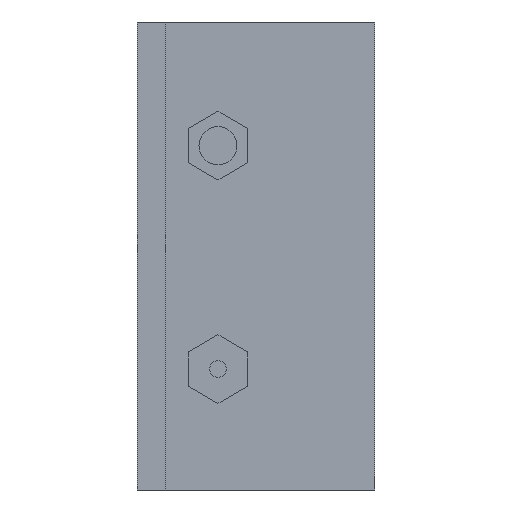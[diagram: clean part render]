
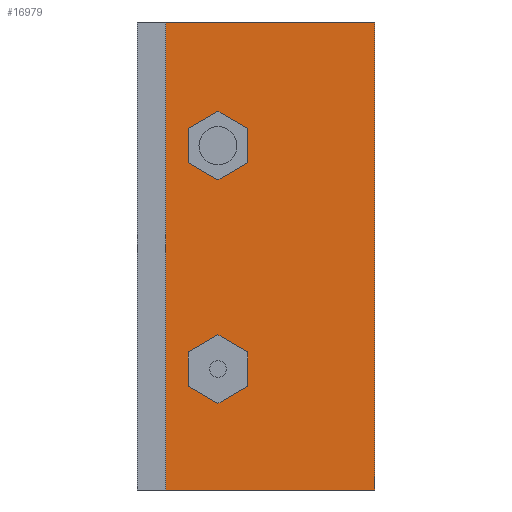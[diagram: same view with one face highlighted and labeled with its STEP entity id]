
A CAD part, left-side view. The second image highlights one B-rep face of the part: STEP entity #16979.
In plain terms, the highlighted planar face has unit normal (-1, 0, 0).
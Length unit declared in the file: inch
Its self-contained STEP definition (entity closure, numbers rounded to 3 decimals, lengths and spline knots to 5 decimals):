
#347 = VERTEX_POINT ( 'NONE', #37063 ) ;
#551 = EDGE_CURVE ( 'NONE', #36188, #3790, #6209, .T. ) ;
#965 = VECTOR ( 'NONE', #50245, 39.37008 ) ;
#1498 = CARTESIAN_POINT ( 'NONE',  ( -1.62402, -0.25, 0.49213 ) ) ;
#2351 = LINE ( 'NONE', #51160, #25969 ) ;
#2507 = LINE ( 'NONE', #35471, #37023 ) ;
#3088 = DIRECTION ( 'NONE',  ( 0., -1., 0. ) ) ;
#3233 = ORIENTED_EDGE ( 'NONE', *, *, #8462, .F. ) ;
#3332 = DIRECTION ( 'NONE',  ( 0., 0., 1. ) ) ;
#3782 = CARTESIAN_POINT ( 'NONE',  ( -1.62402, 0.0175, 0.19604 ) ) ;
#3790 = VERTEX_POINT ( 'NONE', #26220 ) ;
#3906 = DIRECTION ( 'NONE',  ( 0., -0.866, -0.5 ) ) ;
#4786 = LINE ( 'NONE', #21123, #41071 ) ;
#5186 = VECTOR ( 'NONE', #3332, 39.37008 ) ;
#5384 = VECTOR ( 'NONE', #24201, 39.37008 ) ;
#6209 = LINE ( 'NONE', #43219, #28900 ) ;
#6214 = ORIENTED_EDGE ( 'NONE', *, *, #35537, .F. ) ;
#6253 = CARTESIAN_POINT ( 'NONE',  ( -1.62402, 0.0175, 0.26821 ) ) ;
#6637 = ORIENTED_EDGE ( 'NONE', *, *, #15175, .F. ) ;
#7380 = CARTESIAN_POINT ( 'NONE',  ( -1.62402, 0.1425, -0.27396 ) ) ;
#7411 = VERTEX_POINT ( 'NONE', #51903 ) ;
#7829 = EDGE_CURVE ( 'NONE', #29278, #22473, #29255, .T. ) ;
#7859 = LINE ( 'NONE', #51882, #5384 ) ;
#8462 = EDGE_CURVE ( 'NONE', #22473, #50395, #42996, .T. ) ;
#9209 = ORIENTED_EDGE ( 'NONE', *, *, #52354, .F. ) ;
#9810 = LINE ( 'NONE', #41715, #47460 ) ;
#10234 = CARTESIAN_POINT ( 'NONE',  ( -1.62402, 0.1425, -0.20179 ) ) ;
#12406 = ORIENTED_EDGE ( 'NONE', *, *, #28012, .T. ) ;
#13432 = CARTESIAN_POINT ( 'NONE',  ( -1.62402, 0.0175, 0.19604 ) ) ;
#14352 = AXIS2_PLACEMENT_3D ( 'NONE', #51153, #42035, #29697 ) ;
#14645 = EDGE_CURVE ( 'NONE', #23126, #26166, #51081, .T. ) ;
#14867 = DIRECTION ( 'NONE',  ( 0., 0.866, -0.5 ) ) ;
#15066 = ORIENTED_EDGE ( 'NONE', *, *, #551, .F. ) ;
#15118 = LINE ( 'NONE', #31476, #18018 ) ;
#15175 = EDGE_CURVE ( 'NONE', #51384, #347, #31773, .T. ) ;
#15808 = VECTOR ( 'NONE', #22600, 39.37008 ) ;
#16979 = ADVANCED_FACE ( 'NONE', ( #50630, #43099, #50371 ), #46076, .F. ) ;
#17540 = EDGE_LOOP ( 'NONE', ( #3233, #29523, #19670, #15066, #6214, #26436 ) ) ;
#18018 = VECTOR ( 'NONE', #14867, 39.37008 ) ;
#18899 = CARTESIAN_POINT ( 'NONE',  ( -1.62402, 0.0175, 0.26821 ) ) ;
#19090 = DIRECTION ( 'NONE',  ( 0., -0.866, 0.5 ) ) ;
#19612 = VERTEX_POINT ( 'NONE', #10234 ) ;
#19670 = ORIENTED_EDGE ( 'NONE', *, *, #45166, .F. ) ;
#20122 = EDGE_LOOP ( 'NONE', ( #48493, #47863, #12406, #41745 ) ) ;
#20863 = CARTESIAN_POINT ( 'NONE',  ( -1.62402, 0.1425, 0.19604 ) ) ;
#21084 = EDGE_CURVE ( 'NONE', #19612, #51384, #4786, .T. ) ;
#21123 = CARTESIAN_POINT ( 'NONE',  ( -1.62402, 0.1425, -0.20179 ) ) ;
#21570 = DIRECTION ( 'NONE',  ( 0., 0., 1. ) ) ;
#21640 = CARTESIAN_POINT ( 'NONE',  ( -1.62402, -0.25, -0.49213 ) ) ;
#22039 = CARTESIAN_POINT ( 'NONE',  ( -1.62402, 0.08, -0.16571 ) ) ;
#22473 = VERTEX_POINT ( 'NONE', #18899 ) ;
#22522 = EDGE_CURVE ( 'NONE', #23126, #24433, #52428, .T. ) ;
#22600 = DIRECTION ( 'NONE',  ( 0., 0.866, 0.5 ) ) ;
#23090 = LINE ( 'NONE', #47011, #41426 ) ;
#23126 = VERTEX_POINT ( 'NONE', #32157 ) ;
#23692 = CARTESIAN_POINT ( 'NONE',  ( -1.62402, 0.25, -0.49213 ) ) ;
#23924 = CARTESIAN_POINT ( 'NONE',  ( -1.62402, 0.19, 0.49213 ) ) ;
#24201 = DIRECTION ( 'NONE',  ( 0., 0., -1. ) ) ;
#24433 = VERTEX_POINT ( 'NONE', #21640 ) ;
#25969 = VECTOR ( 'NONE', #27971, 39.37008 ) ;
#26166 = VERTEX_POINT ( 'NONE', #23924 ) ;
#26220 = CARTESIAN_POINT ( 'NONE',  ( -1.62402, 0.08, 0.15996 ) ) ;
#26436 = ORIENTED_EDGE ( 'NONE', *, *, #27980, .F. ) ;
#27403 = ORIENTED_EDGE ( 'NONE', *, *, #45592, .F. ) ;
#27971 = DIRECTION ( 'NONE',  ( 0., 0.866, 0.5 ) ) ;
#27980 = EDGE_CURVE ( 'NONE', #50395, #45837, #15118, .T. ) ;
#28012 = EDGE_CURVE ( 'NONE', #24433, #40178, #31224, .T. ) ;
#28900 = VECTOR ( 'NONE', #39440, 39.37008 ) ;
#29255 = LINE ( 'NONE', #13432, #50028 ) ;
#29278 = VERTEX_POINT ( 'NONE', #3782 ) ;
#29523 = ORIENTED_EDGE ( 'NONE', *, *, #7829, .F. ) ;
#29697 = DIRECTION ( 'NONE',  ( 0., 1., 0. ) ) ;
#30904 = EDGE_LOOP ( 'NONE', ( #9209, #41365, #38957, #27403, #6637, #49194 ) ) ;
#31156 = EDGE_CURVE ( 'NONE', #7411, #38833, #49975, .T. ) ;
#31224 = LINE ( 'NONE', #44097, #5186 ) ;
#31476 = CARTESIAN_POINT ( 'NONE',  ( -1.62402, 0.08, 0.30429 ) ) ;
#31773 = LINE ( 'NONE', #7380, #32206 ) ;
#32157 = CARTESIAN_POINT ( 'NONE',  ( -1.62402, 0.19, -0.49213 ) ) ;
#32206 = VECTOR ( 'NONE', #3906, 39.37008 ) ;
#33009 = CARTESIAN_POINT ( 'NONE',  ( -1.62402, 0.1425, 0.26821 ) ) ;
#33550 = DIRECTION ( 'NONE',  ( 0., 0., 1. ) ) ;
#33912 = CARTESIAN_POINT ( 'NONE',  ( -1.62402, 0.19, 0.49213 ) ) ;
#34121 = CARTESIAN_POINT ( 'NONE',  ( -1.62402, 0.0175, -0.27396 ) ) ;
#34945 = CARTESIAN_POINT ( 'NONE',  ( -1.62402, 0.1425, -0.27396 ) ) ;
#35471 = CARTESIAN_POINT ( 'NONE',  ( -1.62402, 0.25, 0.49213 ) ) ;
#35537 = EDGE_CURVE ( 'NONE', #45837, #36188, #7859, .T. ) ;
#35974 = VECTOR ( 'NONE', #3088, 39.37008 ) ;
#36188 = VERTEX_POINT ( 'NONE', #20863 ) ;
#36440 = EDGE_CURVE ( 'NONE', #38833, #51047, #2351, .T. ) ;
#37023 = VECTOR ( 'NONE', #51858, 39.37008 ) ;
#37063 = CARTESIAN_POINT ( 'NONE',  ( -1.62402, 0.08, -0.31004 ) ) ;
#37485 = DIRECTION ( 'NONE',  ( 0., 0., -1. ) ) ;
#38833 = VERTEX_POINT ( 'NONE', #40700 ) ;
#38957 = ORIENTED_EDGE ( 'NONE', *, *, #31156, .F. ) ;
#39440 = DIRECTION ( 'NONE',  ( 0., -0.866, -0.5 ) ) ;
#40178 = VERTEX_POINT ( 'NONE', #1498 ) ;
#40700 = CARTESIAN_POINT ( 'NONE',  ( -1.62402, 0.0175, -0.20179 ) ) ;
#41071 = VECTOR ( 'NONE', #37485, 39.37008 ) ;
#41289 = VECTOR ( 'NONE', #49700, 39.37008 ) ;
#41365 = ORIENTED_EDGE ( 'NONE', *, *, #36440, .F. ) ;
#41426 = VECTOR ( 'NONE', #19090, 39.37008 ) ;
#41715 = CARTESIAN_POINT ( 'NONE',  ( -1.62402, 0.08, -0.31004 ) ) ;
#41735 = CARTESIAN_POINT ( 'NONE',  ( -1.62402, 0.08, 0.30429 ) ) ;
#41745 = ORIENTED_EDGE ( 'NONE', *, *, #42775, .F. ) ;
#42035 = DIRECTION ( 'NONE',  ( 1., 0., 0. ) ) ;
#42775 = EDGE_CURVE ( 'NONE', #26166, #40178, #2507, .T. ) ;
#42996 = LINE ( 'NONE', #6253, #15808 ) ;
#43099 = FACE_BOUND ( 'NONE', #30904, .T. ) ;
#43219 = CARTESIAN_POINT ( 'NONE',  ( -1.62402, 0.1425, 0.19604 ) ) ;
#44097 = CARTESIAN_POINT ( 'NONE',  ( -1.62402, -0.25, 0.49213 ) ) ;
#45166 = EDGE_CURVE ( 'NONE', #3790, #29278, #23090, .T. ) ;
#45253 = VECTOR ( 'NONE', #21570, 39.37008 ) ;
#45592 = EDGE_CURVE ( 'NONE', #347, #7411, #9810, .T. ) ;
#45837 = VERTEX_POINT ( 'NONE', #33009 ) ;
#46018 = DIRECTION ( 'NONE',  ( 0., -0.866, 0.5 ) ) ;
#46076 = PLANE ( 'NONE',  #14352 ) ;
#46751 = LINE ( 'NONE', #22039, #965 ) ;
#47011 = CARTESIAN_POINT ( 'NONE',  ( -1.62402, 0.08, 0.15996 ) ) ;
#47246 = CARTESIAN_POINT ( 'NONE',  ( -1.62402, 0.08, -0.16571 ) ) ;
#47460 = VECTOR ( 'NONE', #46018, 39.37008 ) ;
#47863 = ORIENTED_EDGE ( 'NONE', *, *, #22522, .T. ) ;
#48493 = ORIENTED_EDGE ( 'NONE', *, *, #14645, .F. ) ;
#49194 = ORIENTED_EDGE ( 'NONE', *, *, #21084, .F. ) ;
#49700 = DIRECTION ( 'NONE',  ( 0., 0., 1. ) ) ;
#49975 = LINE ( 'NONE', #34121, #41289 ) ;
#50028 = VECTOR ( 'NONE', #33550, 39.37008 ) ;
#50245 = DIRECTION ( 'NONE',  ( 0., 0.866, -0.5 ) ) ;
#50371 = FACE_BOUND ( 'NONE', #17540, .T. ) ;
#50395 = VERTEX_POINT ( 'NONE', #41735 ) ;
#50630 = FACE_OUTER_BOUND ( 'NONE', #20122, .T. ) ;
#51047 = VERTEX_POINT ( 'NONE', #47246 ) ;
#51081 = LINE ( 'NONE', #33912, #45253 ) ;
#51153 = CARTESIAN_POINT ( 'NONE',  ( -1.62402, 0.25, 0.49213 ) ) ;
#51160 = CARTESIAN_POINT ( 'NONE',  ( -1.62402, 0.0175, -0.20179 ) ) ;
#51384 = VERTEX_POINT ( 'NONE', #34945 ) ;
#51858 = DIRECTION ( 'NONE',  ( 0., -1., 0. ) ) ;
#51882 = CARTESIAN_POINT ( 'NONE',  ( -1.62402, 0.1425, 0.26821 ) ) ;
#51903 = CARTESIAN_POINT ( 'NONE',  ( -1.62402, 0.0175, -0.27396 ) ) ;
#52354 = EDGE_CURVE ( 'NONE', #51047, #19612, #46751, .T. ) ;
#52428 = LINE ( 'NONE', #23692, #35974 ) ;
